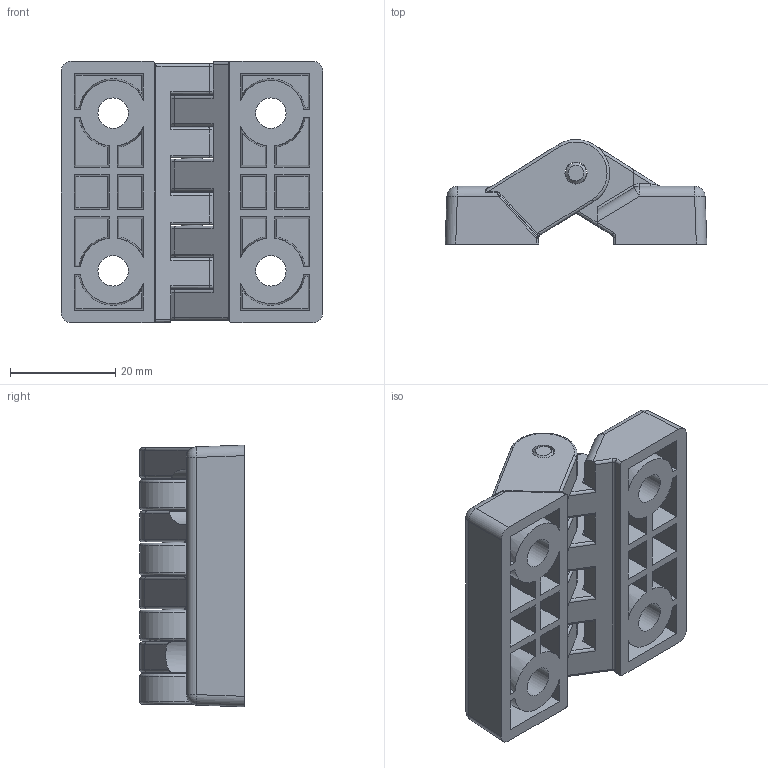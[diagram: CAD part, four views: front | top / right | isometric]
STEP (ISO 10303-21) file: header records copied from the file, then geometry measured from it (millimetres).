
FILE_DESCRIPTION(('STEP AP203'),'1');
FILE_NAME('1199.2.0.2.step','2012-02-15T12:38:19',(' '),(' '),'Spatial InterOp 3D',' ',' ');
FILE_SCHEMA(('CONFIG_CONTROL_DESIGN'));
Length unit declared in the file: millimetre
Products named in the file (3): 1; 2; 3
Bounding box: 49.77 x 19.89 x 49.77 mm (x, y, z)
Volume: 22733.5 mm3; surface area: 15819.2 mm2
Topology: 3 solids, 3 shells, 327 faces, 813 edges, 504 vertices
Faces by surface type: plane 134, cylinder 119, bspline 24, torus 24, cone 18, sphere 8
Full cylindrical faces by diameter (mm): 4 x1, 4.2 x8, 5.8 x4
Entity records: 11506 total; most frequent: CARTESIAN_POINT 3680, DIRECTION 1632, ORIENTED_EDGE 1572, EDGE_CURVE 786, AXIS2_PLACEMENT_3D 608, VERTEX_POINT 496, LINE 416, VECTOR 416
